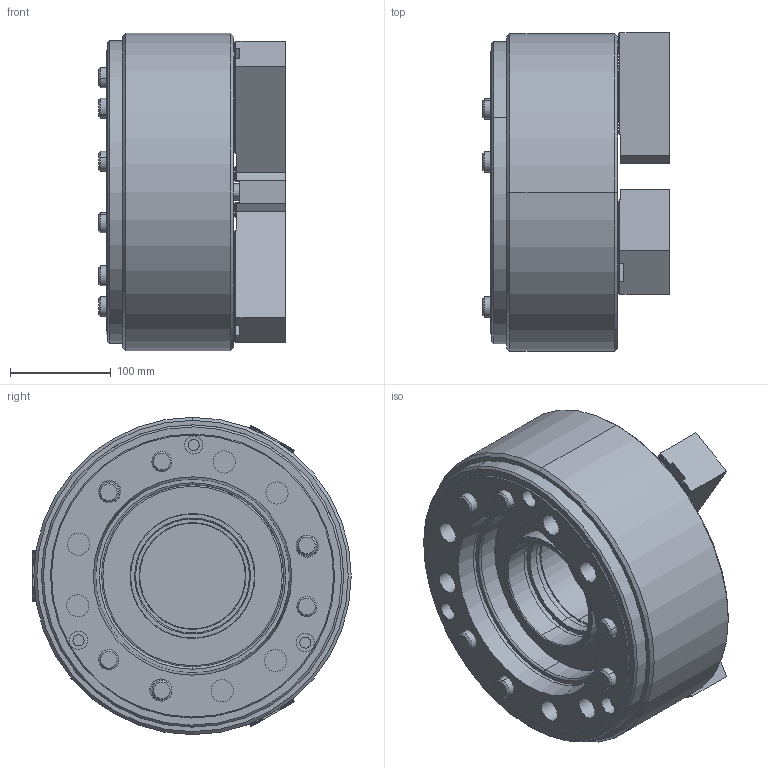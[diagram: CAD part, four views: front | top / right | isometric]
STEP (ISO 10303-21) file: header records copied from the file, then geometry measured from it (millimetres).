
FILE_DESCRIPTION (( 'STEP AP203' ), '1' );
FILE_NAME ('CF-3H-212A11.STEP', '2019-12-20T08:57:33', ( 'temp' ), ( '' ), 'SwSTEP 2.0', 'SolidWorks 2016', '' );
FILE_SCHEMA (( 'CONFIG_CONTROL_DESIGN' ));
Length unit declared in the file: millimetre
Products named in the file (9): CF-3H-212A11; CF-3H-212-01000(安裝孔六孔); CF-3H-212-02000; CF-3H-212-06000; CF-3H-12B-07000; 圓頭內六角螺栓_M16x35; SJ-12H; 圓頭內六角螺栓_M20x110; CF-3H-15A11法蘭板
Assembly tree (20 placements, depth 2):
  CF-3H-212A11
    CF-3H-212-01000(安裝孔六孔)
    CF-3H-212-02000
    CF-3H-212-06000
    CF-3H-12B-07000
    圓頭內六角螺栓_M16x35  x6
    SJ-12H  x3
    圓頭內六角螺栓_M20x110  x6
    CF-3H-15A11法蘭板
Bounding box: 185.25 x 316.05 x 315 mm (x, y, z)
Volume: 8645198.7 mm3; surface area: 837623.7 mm2
Topology: 20 solids, 20 shells, 2175 faces, 6114 edges, 4023 vertices
Faces by surface type: plane 1483, cylinder 564, cone 122, torus 6
Entity records: 26527 total; most frequent: CARTESIAN_POINT 5351, ORIENTED_EDGE 4408, DIRECTION 3862, EDGE_CURVE 2204, VECTOR 1586, LINE 1586, VERTEX_POINT 1451, AXIS2_PLACEMENT_3D 1138
